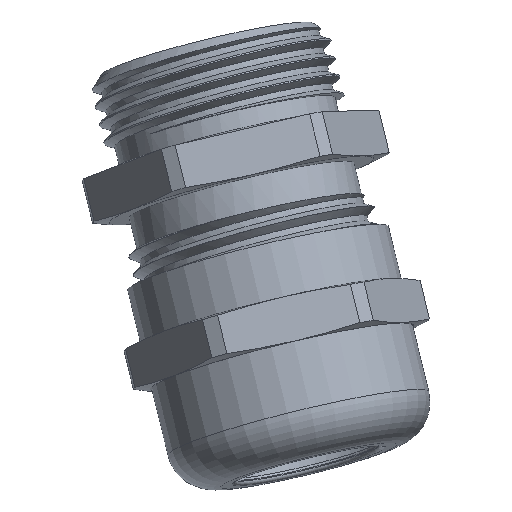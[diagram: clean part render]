
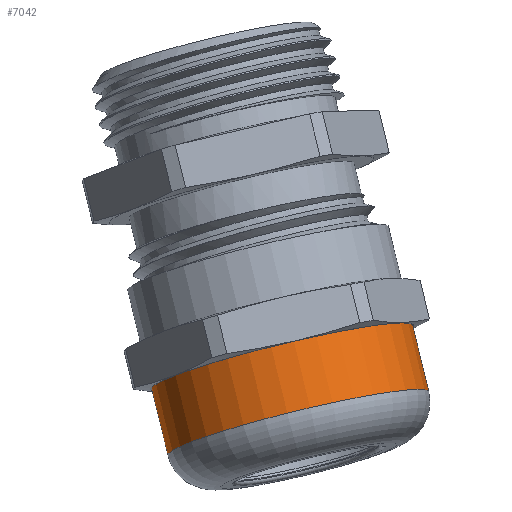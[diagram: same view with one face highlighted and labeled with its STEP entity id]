
A CAD part, left-side view. The second image highlights one B-rep face of the part: STEP entity #7042.
In plain terms, the highlighted cylindrical face has radius 10.87 mm (diameter 21.74 mm), a full revolution.
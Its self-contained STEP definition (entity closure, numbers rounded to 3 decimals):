
#1474=FACE_BOUND('',#2325,.T.);
#1870=FACE_OUTER_BOUND('',#2324,.T.);
#2324=EDGE_LOOP('',(#6529));
#2325=EDGE_LOOP('',(#6530));
#2713=CIRCLE('',#7927,10.87);
#2720=CIRCLE('',#7941,10.87);
#3414=VERTEX_POINT('',#16391);
#3421=VERTEX_POINT('',#16412);
#4451=EDGE_CURVE('',#3414,#3414,#2713,.T.);
#4458=EDGE_CURVE('',#3421,#3421,#2720,.T.);
#6529=ORIENTED_EDGE('',*,*,#4458,.T.);
#6530=ORIENTED_EDGE('',*,*,#4451,.F.);
#6646=CYLINDRICAL_SURFACE('',#7942,10.87);
#7042=ADVANCED_FACE('',(#1870,#1474),#6646,.T.);
#7927=AXIS2_PLACEMENT_3D('',#16392,#9989,#9990);
#7941=AXIS2_PLACEMENT_3D('',#16413,#10017,#10018);
#7942=AXIS2_PLACEMENT_3D('',#16414,#10019,#10020);
#9989=DIRECTION('center_axis',(1.,0.,0.));
#9990=DIRECTION('ref_axis',(0.,0.,-1.));
#10017=DIRECTION('center_axis',(1.,0.,0.));
#10018=DIRECTION('ref_axis',(0.,0.,-1.));
#10019=DIRECTION('center_axis',(1.,0.,0.));
#10020=DIRECTION('ref_axis',(0.,1.,0.));
#16391=CARTESIAN_POINT('',(-8.25,10.87,0.));
#16392=CARTESIAN_POINT('Origin',(-8.25,0.,0.));
#16412=CARTESIAN_POINT('',(-13.8,10.87,0.));
#16413=CARTESIAN_POINT('Origin',(-13.8,0.,0.));
#16414=CARTESIAN_POINT('Origin',(-11.025,0.,0.));
